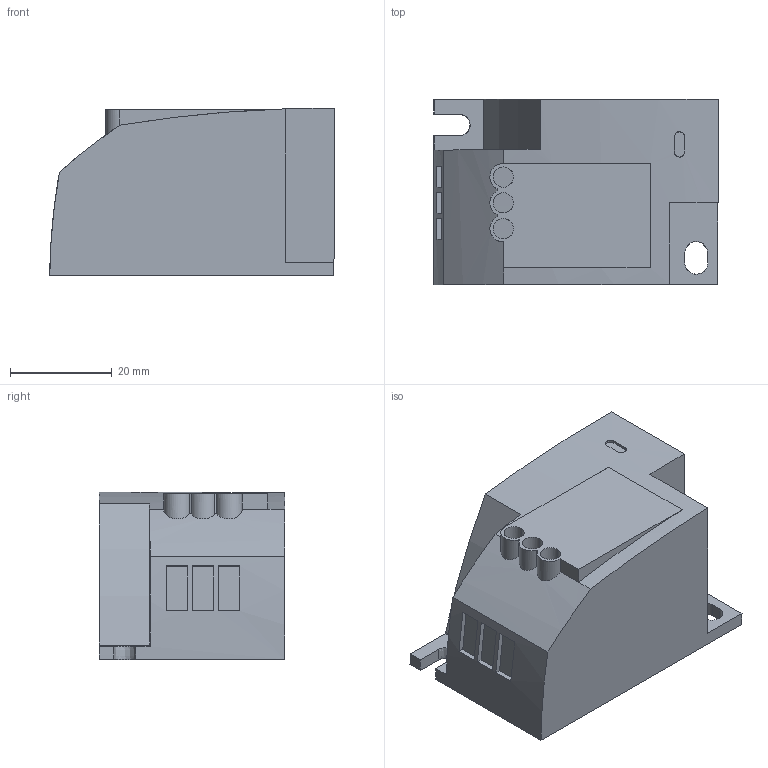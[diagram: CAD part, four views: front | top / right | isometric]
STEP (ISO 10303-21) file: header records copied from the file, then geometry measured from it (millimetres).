
FILE_DESCRIPTION(('SolidDesigner STEP Export'),'2;1');
FILE_NAME('2906100-BLT-T2-320-UT-Select_3D-model.stp','2015-07-07T 9:05:33',(''),(''),'Creo Elements/Direct Modeling STEP processor for AP214 (Solid Model)','Creo Elements/Direct Modeling 18.1B 29-Sep-2012 (C) Parametric Technology GmbH','');
FILE_SCHEMA(('AUTOMOTIVE_DESIGN { 1 0 10303 214 1 1 1 1 }'));
Length unit declared in the file: millimetre
Products named in the file (2): 2906100-BLT-T2-320-UT-Select_3D-model
Assembly tree (1 placements, depth 2):
  2906100-BLT-T2-320-UT-Select_3D-model
    2906100-BLT-T2-320-UT-Select_3D-model
Bounding box: 56.06 x 36.5 x 33.04 mm (x, y, z)
Volume: 53730.9 mm3; surface area: 9782.9 mm2
Topology: 1 solids, 1 shells, 60 faces, 152 edges, 101 vertices
Faces by surface type: plane 30, cylinder 19, extrusion 11
Entity records: 2404 total; most frequent: CARTESIAN_POINT 921, ORIENTED_EDGE 304, DIRECTION 257, EDGE_CURVE 152, VECTOR 105, VERTEX_POINT 101, LINE 91, AXIS2_PLACEMENT_3D 76
